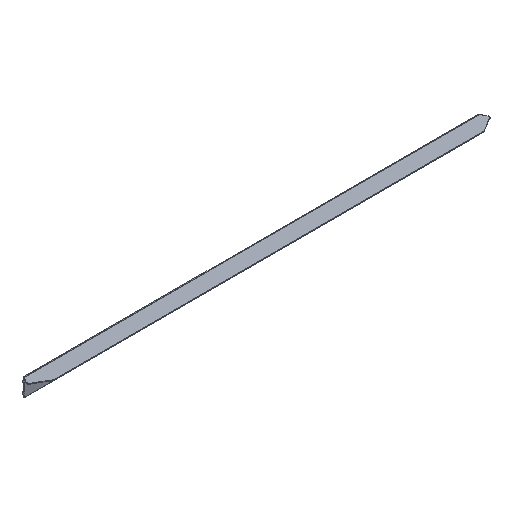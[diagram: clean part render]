
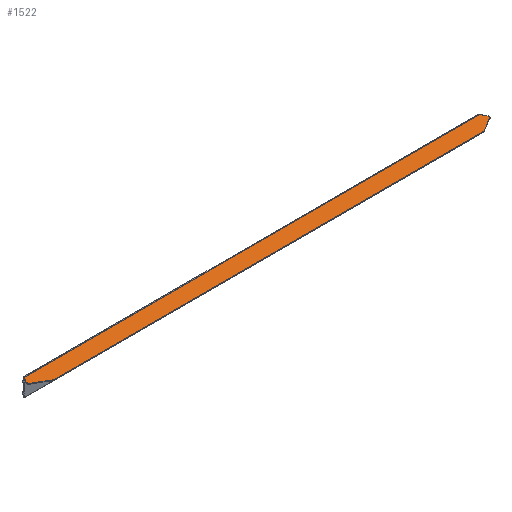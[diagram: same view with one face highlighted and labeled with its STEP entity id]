
A CAD part, isometric view. The second image highlights one B-rep face of the part: STEP entity #1522.
In plain terms, the highlighted planar face has unit normal (0, 0, 1).
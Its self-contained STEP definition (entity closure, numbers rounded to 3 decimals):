
#14 = EDGE_CURVE ( 'NONE', #30, #624, #1387, .T. ) ;
#30 = VERTEX_POINT ( 'NONE', #123 ) ;
#75 = CARTESIAN_POINT ( 'NONE',  ( -579.66, -1083.305, 25. ) ) ;
#110 = DIRECTION ( 'NONE',  ( 0.866, -0.5, 0. ) ) ;
#123 = CARTESIAN_POINT ( 'NONE',  ( -615.632, -1042.305, 25. ) ) ;
#129 = ORIENTED_EDGE ( 'NONE', *, *, #161, .F. ) ;
#142 = CARTESIAN_POINT ( 'NONE',  ( -622.562, -1064.309, 25. ) ) ;
#161 = EDGE_CURVE ( 'NONE', #1220, #197, #583, .T. ) ;
#173 = FACE_OUTER_BOUND ( 'NONE', #468, .T. ) ;
#197 = VERTEX_POINT ( 'NONE', #576 ) ;
#211 = CARTESIAN_POINT ( 'NONE',  ( 630.99, -1042.305, 25. ) ) ;
#219 = ORIENTED_EDGE ( 'NONE', *, *, #1144, .T. ) ;
#229 = DIRECTION ( 'NONE',  ( 0., 0., 1. ) ) ;
#235 = VERTEX_POINT ( 'NONE', #1297 ) ;
#247 = VECTOR ( 'NONE', #110, 1000. ) ;
#255 = VERTEX_POINT ( 'NONE', #1725 ) ;
#269 = CARTESIAN_POINT ( 'NONE',  ( 327.993, -1613.112, 25. ) ) ;
#298 = EDGE_CURVE ( 'NONE', #1158, #235, #390, .T. ) ;
#361 = DIRECTION ( 'NONE',  ( -1., 0., 0. ) ) ;
#390 = CIRCLE ( 'NONE', #1418, 5. ) ;
#448 = EDGE_CURVE ( 'NONE', #1230, #1158, #655, .T. ) ;
#468 = EDGE_LOOP ( 'NONE', ( #1196, #129, #1750, #560, #1009, #219, #1309, #696, #973, #569, #589 ) ) ;
#477 = DIRECTION ( 'NONE',  ( 1., 0., 0. ) ) ;
#480 = AXIS2_PLACEMENT_3D ( 'NONE', #616, #610, #1001 ) ;
#542 = AXIS2_PLACEMENT_3D ( 'NONE', #1723, #1146, #477 ) ;
#560 = ORIENTED_EDGE ( 'NONE', *, *, #448, .T. ) ;
#565 = VECTOR ( 'NONE', #1516, 1000. ) ;
#569 = ORIENTED_EDGE ( 'NONE', *, *, #1385, .T. ) ;
#576 = CARTESIAN_POINT ( 'NONE',  ( -579.66, -1088.305, 25. ) ) ;
#583 = LINE ( 'NONE', #1141, #1239 ) ;
#589 = ORIENTED_EDGE ( 'NONE', *, *, #1347, .T. ) ;
#602 = AXIS2_PLACEMENT_3D ( 'NONE', #919, #229, #948 ) ;
#610 = DIRECTION ( 'NONE',  ( 0., 0., 1. ) ) ;
#616 = CARTESIAN_POINT ( 'NONE',  ( 620.062, -1059.979, 25. ) ) ;
#624 = VERTEX_POINT ( 'NONE', #1113 ) ;
#625 = DIRECTION ( 'NONE',  ( -0.5, 0.866, 0. ) ) ;
#636 = DIRECTION ( 'NONE',  ( 1., 0., 0. ) ) ;
#653 = VECTOR ( 'NONE', #361, 1000. ) ;
#655 = LINE ( 'NONE', #1204, #1617 ) ;
#671 = LINE ( 'NONE', #269, #247 ) ;
#681 = VERTEX_POINT ( 'NONE', #1658 ) ;
#694 = EDGE_CURVE ( 'NONE', #681, #197, #1271, .T. ) ;
#696 = ORIENTED_EDGE ( 'NONE', *, *, #823, .T. ) ;
#746 = CARTESIAN_POINT ( 'NONE',  ( 624.392, -1057.479, 25. ) ) ;
#767 = CARTESIAN_POINT ( 'NONE',  ( 579.66, -1088.305, 25. ) ) ;
#768 = CIRCLE ( 'NONE', #480, 5. ) ;
#811 = LINE ( 'NONE', #1774, #1300 ) ;
#814 = DIRECTION ( 'NONE',  ( 0.866, 0.5, 0. ) ) ;
#819 = DIRECTION ( 'NONE',  ( 0., 0., 1. ) ) ;
#823 = EDGE_CURVE ( 'NONE', #255, #30, #1513, .T. ) ;
#893 = PLANE ( 'NONE',  #542 ) ;
#896 = DIRECTION ( 'NONE',  ( 0., 0., 1. ) ) ;
#902 = CARTESIAN_POINT ( 'NONE',  ( 622.562, -1064.309, 25. ) ) ;
#919 = CARTESIAN_POINT ( 'NONE',  ( 579.66, -1083.305, 25. ) ) ;
#948 = DIRECTION ( 'NONE',  ( 1., 0., 0. ) ) ;
#973 = ORIENTED_EDGE ( 'NONE', *, *, #14, .T. ) ;
#1001 = DIRECTION ( 'NONE',  ( 1., 0., 0. ) ) ;
#1009 = ORIENTED_EDGE ( 'NONE', *, *, #298, .T. ) ;
#1031 = AXIS2_PLACEMENT_3D ( 'NONE', #75, #1515, #636 ) ;
#1113 = CARTESIAN_POINT ( 'NONE',  ( -624.392, -1057.479, 25. ) ) ;
#1119 = DIRECTION ( 'NONE',  ( 1., 0., 0. ) ) ;
#1141 = CARTESIAN_POINT ( 'NONE',  ( 630.99, -1088.305, 25. ) ) ;
#1144 = EDGE_CURVE ( 'NONE', #235, #1510, #768, .T. ) ;
#1146 = DIRECTION ( 'NONE',  ( 0., 0., 1. ) ) ;
#1152 = DIRECTION ( 'NONE',  ( 1., 0., 0. ) ) ;
#1158 = VERTEX_POINT ( 'NONE', #902 ) ;
#1162 = CARTESIAN_POINT ( 'NONE',  ( 620.062, -1059.979, 25. ) ) ;
#1196 = ORIENTED_EDGE ( 'NONE', *, *, #694, .T. ) ;
#1204 = CARTESIAN_POINT ( 'NONE',  ( 618.493, -1066.659, 25. ) ) ;
#1212 = EDGE_CURVE ( 'NONE', #1510, #255, #811, .T. ) ;
#1220 = VERTEX_POINT ( 'NONE', #767 ) ;
#1230 = VERTEX_POINT ( 'NONE', #1468 ) ;
#1239 = VECTOR ( 'NONE', #1816, 1000. ) ;
#1271 = CIRCLE ( 'NONE', #1031, 5. ) ;
#1272 = EDGE_CURVE ( 'NONE', #1220, #1230, #1804, .T. ) ;
#1274 = CIRCLE ( 'NONE', #1539, 5. ) ;
#1297 = CARTESIAN_POINT ( 'NONE',  ( 625.062, -1059.979, 25. ) ) ;
#1300 = VECTOR ( 'NONE', #625, 1000. ) ;
#1309 = ORIENTED_EDGE ( 'NONE', *, *, #1212, .T. ) ;
#1347 = EDGE_CURVE ( 'NONE', #1722, #681, #671, .T. ) ;
#1367 = CARTESIAN_POINT ( 'NONE',  ( -323.895, -537.002, 25. ) ) ;
#1385 = EDGE_CURVE ( 'NONE', #624, #1722, #1274, .T. ) ;
#1387 = LINE ( 'NONE', #1367, #565 ) ;
#1418 = AXIS2_PLACEMENT_3D ( 'NONE', #1162, #896, #1152 ) ;
#1468 = CARTESIAN_POINT ( 'NONE',  ( 582.16, -1087.635, 25. ) ) ;
#1510 = VERTEX_POINT ( 'NONE', #746 ) ;
#1513 = LINE ( 'NONE', #211, #653 ) ;
#1515 = DIRECTION ( 'NONE',  ( 0., 0., 1. ) ) ;
#1516 = DIRECTION ( 'NONE',  ( -0.5, -0.866, 0. ) ) ;
#1521 = CARTESIAN_POINT ( 'NONE',  ( -620.062, -1059.979, 25. ) ) ;
#1522 = ADVANCED_FACE ( 'NONE', ( #173 ), #893, .T. ) ;
#1539 = AXIS2_PLACEMENT_3D ( 'NONE', #1521, #819, #1119 ) ;
#1617 = VECTOR ( 'NONE', #814, 1000. ) ;
#1658 = CARTESIAN_POINT ( 'NONE',  ( -582.16, -1087.635, 25. ) ) ;
#1722 = VERTEX_POINT ( 'NONE', #142 ) ;
#1723 = CARTESIAN_POINT ( 'NONE',  ( 630.99, -1088.305, 25. ) ) ;
#1725 = CARTESIAN_POINT ( 'NONE',  ( 615.632, -1042.305, 25. ) ) ;
#1750 = ORIENTED_EDGE ( 'NONE', *, *, #1272, .T. ) ;
#1774 = CARTESIAN_POINT ( 'NONE',  ( 639.39, -1083.456, 25. ) ) ;
#1804 = CIRCLE ( 'NONE', #602, 5. ) ;
#1816 = DIRECTION ( 'NONE',  ( -1., 0., 0. ) ) ;
